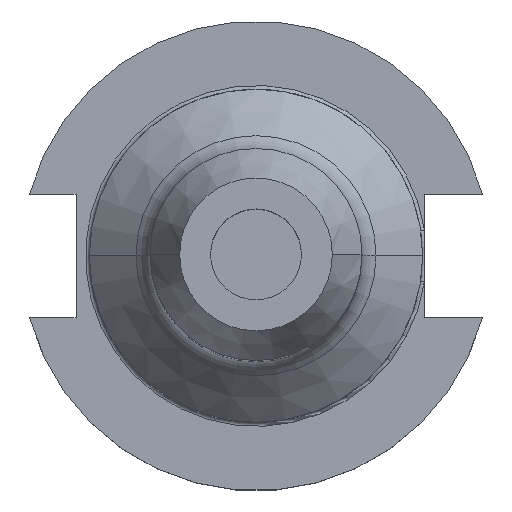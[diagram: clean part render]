
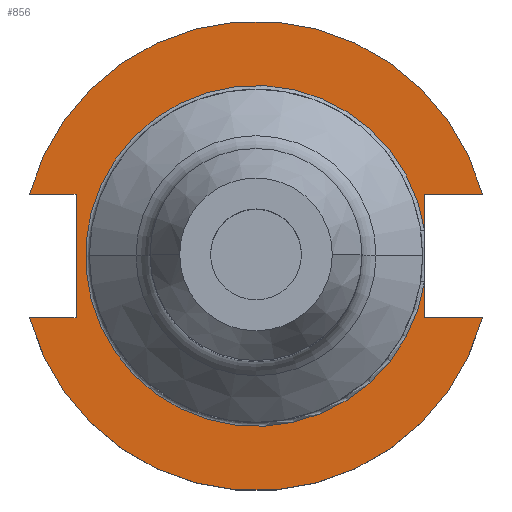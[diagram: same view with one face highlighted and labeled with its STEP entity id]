
A CAD part, top view. The second image highlights one B-rep face of the part: STEP entity #856.
In plain terms, the highlighted planar face has unit normal (0, 0, 1).
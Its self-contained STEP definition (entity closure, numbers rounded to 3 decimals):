
#8 = LINE ( 'NONE', #908, #1100 ) ;
#20 = CARTESIAN_POINT ( 'NONE',  ( 0., 0., 19.05 ) ) ;
#26 = ORIENTED_EDGE ( 'NONE', *, *, #356, .F. ) ;
#43 = LINE ( 'NONE', #916, #1483 ) ;
#51 = AXIS2_PLACEMENT_3D ( 'NONE', #1813, #1381, #1710 ) ;
#75 = VERTEX_POINT ( 'NONE', #1089 ) ;
#85 = VECTOR ( 'NONE', #400, 1000. ) ;
#122 = ORIENTED_EDGE ( 'NONE', *, *, #1724, .F. ) ;
#130 = CARTESIAN_POINT ( 'NONE',  ( 35.306, -12.954, 19.05 ) ) ;
#134 = VERTEX_POINT ( 'NONE', #862 ) ;
#182 = EDGE_CURVE ( 'NONE', #824, #942, #1322, .T. ) ;
#185 = LINE ( 'NONE', #1740, #618 ) ;
#189 = LINE ( 'NONE', #1234, #920 ) ;
#204 = EDGE_CURVE ( 'NONE', #1261, #1450, #189, .T. ) ;
#205 = ORIENTED_EDGE ( 'NONE', *, *, #204, .F. ) ;
#236 = AXIS2_PLACEMENT_3D ( 'NONE', #1182, #1334, #1285 ) ;
#246 = VERTEX_POINT ( 'NONE', #1631 ) ;
#288 = CARTESIAN_POINT ( 'NONE',  ( -47.477, 12.954, 19.05 ) ) ;
#295 = CARTESIAN_POINT ( 'NONE',  ( 35.306, -12.954, 19.05 ) ) ;
#315 = CARTESIAN_POINT ( 'NONE',  ( -47.477, -12.954, 19.05 ) ) ;
#335 = EDGE_CURVE ( 'NONE', #246, #1392, #8, .T. ) ;
#342 = VERTEX_POINT ( 'NONE', #1131 ) ;
#356 = EDGE_CURVE ( 'NONE', #1450, #246, #730, .T. ) ;
#400 = DIRECTION ( 'NONE',  ( 0., -1., 0. ) ) ;
#422 = EDGE_CURVE ( 'NONE', #1261, #942, #1646, .T. ) ;
#447 = CARTESIAN_POINT ( 'NONE',  ( -37.719, -12.954, 19.05 ) ) ;
#498 = ORIENTED_EDGE ( 'NONE', *, *, #519, .F. ) ;
#519 = EDGE_CURVE ( 'NONE', #75, #342, #185, .T. ) ;
#555 = CARTESIAN_POINT ( 'NONE',  ( 47.477, -12.954, 19.05 ) ) ;
#618 = VECTOR ( 'NONE', #1743, 1000. ) ;
#656 = ORIENTED_EDGE ( 'NONE', *, *, #884, .T. ) ;
#714 = CARTESIAN_POINT ( 'NONE',  ( 35.306, 12.954, 19.05 ) ) ;
#730 = LINE ( 'NONE', #1184, #790 ) ;
#767 = PLANE ( 'NONE',  #1772 ) ;
#790 = VECTOR ( 'NONE', #1313, 1000. ) ;
#800 = CIRCLE ( 'NONE', #1122, 49.212 ) ;
#818 = FACE_OUTER_BOUND ( 'NONE', #1735, .T. ) ;
#824 = VERTEX_POINT ( 'NONE', #295 ) ;
#850 = VERTEX_POINT ( 'NONE', #1125 ) ;
#856 = ADVANCED_FACE ( 'NONE', ( #818 ), #767, .T. ) ;
#858 = CARTESIAN_POINT ( 'NONE',  ( 0., 49.212, 19.05 ) ) ;
#862 = CARTESIAN_POINT ( 'NONE',  ( 47.477, 12.954, 19.05 ) ) ;
#870 = ORIENTED_EDGE ( 'NONE', *, *, #335, .F. ) ;
#884 = EDGE_CURVE ( 'NONE', #850, #342, #1485, .T. ) ;
#908 = CARTESIAN_POINT ( 'NONE',  ( -63.719, 12.954, 19.05 ) ) ;
#913 = DIRECTION ( 'NONE',  ( 1., 0., 0. ) ) ;
#916 = CARTESIAN_POINT ( 'NONE',  ( 35.306, 12.954, 19.05 ) ) ;
#920 = VECTOR ( 'NONE', #964, 1000. ) ;
#930 = DIRECTION ( 'NONE',  ( -1., 0., 0. ) ) ;
#942 = VERTEX_POINT ( 'NONE', #555 ) ;
#961 = VECTOR ( 'NONE', #913, 1000. ) ;
#964 = DIRECTION ( 'NONE',  ( 1., 0., 0. ) ) ;
#1024 = DIRECTION ( 'NONE',  ( -1., 0., 0. ) ) ;
#1027 = DIRECTION ( 'NONE',  ( 0., 0., 1. ) ) ;
#1089 = CARTESIAN_POINT ( 'NONE',  ( 35.306, 12.954, 19.05 ) ) ;
#1100 = VECTOR ( 'NONE', #1024, 1000. ) ;
#1122 = AXIS2_PLACEMENT_3D ( 'NONE', #20, #1695, #1679 ) ;
#1125 = CARTESIAN_POINT ( 'NONE',  ( 35.306, -5.455, 19.05 ) ) ;
#1131 = CARTESIAN_POINT ( 'NONE',  ( 35.306, 5.455, 19.05 ) ) ;
#1154 = DIRECTION ( 'NONE',  ( 1., 0., 0. ) ) ;
#1182 = CARTESIAN_POINT ( 'NONE',  ( 0., 0., 19.05 ) ) ;
#1184 = CARTESIAN_POINT ( 'NONE',  ( -37.719, 12.954, 19.05 ) ) ;
#1234 = CARTESIAN_POINT ( 'NONE',  ( -63.719, -12.954, 19.05 ) ) ;
#1237 = ORIENTED_EDGE ( 'NONE', *, *, #1776, .F. ) ;
#1261 = VERTEX_POINT ( 'NONE', #315 ) ;
#1285 = DIRECTION ( 'NONE',  ( 1., 0., 0. ) ) ;
#1298 = ORIENTED_EDGE ( 'NONE', *, *, #182, .F. ) ;
#1313 = DIRECTION ( 'NONE',  ( 0., 1., 0. ) ) ;
#1322 = LINE ( 'NONE', #130, #961 ) ;
#1334 = DIRECTION ( 'NONE',  ( 0., 0., 1. ) ) ;
#1355 = EDGE_CURVE ( 'NONE', #134, #1392, #800, .T. ) ;
#1381 = DIRECTION ( 'NONE',  ( 0., 0., -1. ) ) ;
#1392 = VERTEX_POINT ( 'NONE', #288 ) ;
#1450 = VERTEX_POINT ( 'NONE', #447 ) ;
#1483 = VECTOR ( 'NONE', #930, 1000. ) ;
#1485 = CIRCLE ( 'NONE', #51, 35.725 ) ;
#1574 = LINE ( 'NONE', #714, #85 ) ;
#1610 = ORIENTED_EDGE ( 'NONE', *, *, #1355, .T. ) ;
#1631 = CARTESIAN_POINT ( 'NONE',  ( -37.719, 12.954, 19.05 ) ) ;
#1645 = ORIENTED_EDGE ( 'NONE', *, *, #422, .T. ) ;
#1646 = CIRCLE ( 'NONE', #236, 49.212 ) ;
#1679 = DIRECTION ( 'NONE',  ( 1., 0., 0. ) ) ;
#1695 = DIRECTION ( 'NONE',  ( 0., 0., 1. ) ) ;
#1710 = DIRECTION ( 'NONE',  ( 1., 0., 0. ) ) ;
#1724 = EDGE_CURVE ( 'NONE', #850, #824, #1574, .T. ) ;
#1735 = EDGE_LOOP ( 'NONE', ( #122, #656, #498, #1237, #1610, #870, #26, #205, #1645, #1298 ) ) ;
#1740 = CARTESIAN_POINT ( 'NONE',  ( 35.306, 12.954, 19.05 ) ) ;
#1743 = DIRECTION ( 'NONE',  ( 0., -1., 0. ) ) ;
#1772 = AXIS2_PLACEMENT_3D ( 'NONE', #858, #1027, #1154 ) ;
#1776 = EDGE_CURVE ( 'NONE', #134, #75, #43, .T. ) ;
#1813 = CARTESIAN_POINT ( 'NONE',  ( 0., 0., 19.05 ) ) ;
